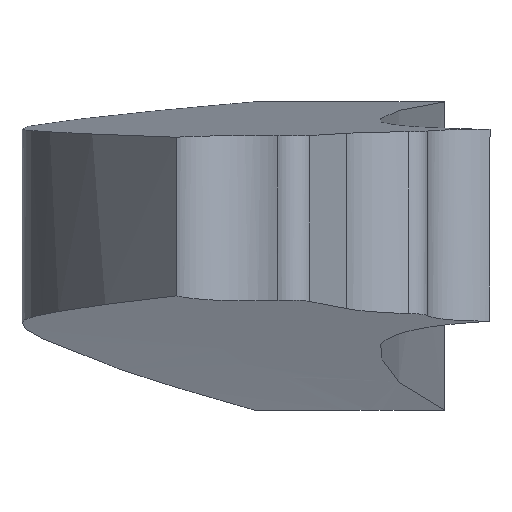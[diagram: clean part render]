
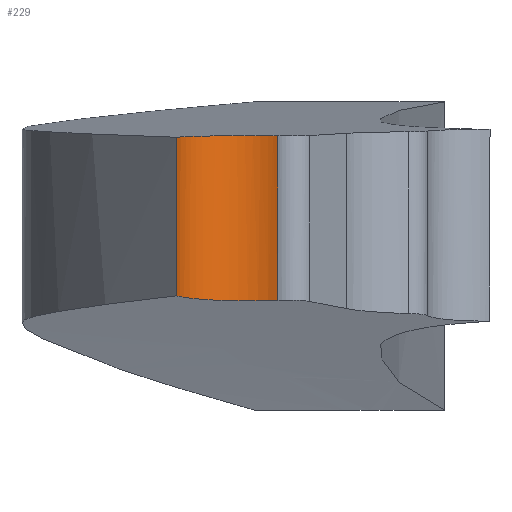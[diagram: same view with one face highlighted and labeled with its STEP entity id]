
A CAD part, left-side view. The second image highlights one B-rep face of the part: STEP entity #229.
In plain terms, the highlighted cylindrical face has radius 30.5 mm (diameter 61 mm), a partial arc.
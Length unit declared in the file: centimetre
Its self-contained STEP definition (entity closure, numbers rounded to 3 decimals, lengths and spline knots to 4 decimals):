
#28=FACE_OUTER_BOUND('',#41,.T.);
#41=EDGE_LOOP('',(#185,#186,#187,#188));
#52=LINE('',#4010,#58);
#58=VECTOR('',#268,1.);
#71=B_SPLINE_CURVE_WITH_KNOTS('',3,(#3923,#3924,#3925,#3926,#3927,#3928,
#3929,#3930,#3931,#3932,#3933,#3934,#3935,#3936,#3937),.UNSPECIFIED.,.F.,
 .F.,(4,2,3,2,2,2,4),(-1.0583,-0.9086,0.0007,
1.0927,2.1973,3.3557,3.9062),
 .UNSPECIFIED.);
#78=B_SPLINE_CURVE_WITH_KNOTS('',3,(#7609,#7610,#7611,#7612,#7613,#7614,
#7615,#7616,#7617,#7618,#7619,#7620,#7621,#7622,#7623,#7624,#7625),
 .UNSPECIFIED.,.F.,.F.,(4,2,2,2,2,3,2,4),(1.034,1.1386,
2.3255,3.5148,4.2635,4.942,5.8395,
6.0047),.UNSPECIFIED.);
#85=B_SPLINE_CURVE_WITH_KNOTS('',3,(#8063,#8064,#8065,#8066,#8067,#8068),
 .UNSPECIFIED.,.F.,.F.,(4,2,4),(1.0703,3.8766,7.4219),
 .UNSPECIFIED.);
#101=VERTEX_POINT('',#3887);
#102=VERTEX_POINT('',#3922);
#105=VERTEX_POINT('',#4009);
#108=VERTEX_POINT('',#7608);
#127=EDGE_CURVE('',#101,#102,#71,.T.);
#131=EDGE_CURVE('',#102,#105,#52,.T.);
#136=EDGE_CURVE('',#105,#108,#78,.T.);
#143=EDGE_CURVE('',#108,#101,#85,.T.);
#185=ORIENTED_EDGE('',*,*,#131,.F.);
#186=ORIENTED_EDGE('',*,*,#127,.F.);
#187=ORIENTED_EDGE('',*,*,#143,.F.);
#188=ORIENTED_EDGE('',*,*,#136,.F.);
#222=CYLINDRICAL_SURFACE('',#254,3.05);
#229=ADVANCED_FACE('',(#28),#222,.F.);
#254=AXIS2_PLACEMENT_3D('',#8062,#270,#271);
#268=DIRECTION('',(0.,0.,-1.));
#270=DIRECTION('center_axis',(0.,0.,
1.));
#271=DIRECTION('ref_axis',(1.,0.,0.));
#3887=CARTESIAN_POINT('',(1.0416,2.8666,3.0451));
#3922=CARTESIAN_POINT('',(2.8077,-1.1913,3.1008));
#3923=CARTESIAN_POINT('Ctrl Pts',(1.0416,2.8666,3.0451));
#3924=CARTESIAN_POINT('Ctrl Pts',(1.0884,2.8496,3.0466));
#3925=CARTESIAN_POINT('Ctrl Pts',(1.1349,2.8314,3.0481));
#3926=CARTESIAN_POINT('Ctrl Pts',(1.4602,2.6948,3.0583));
#3927=CARTESIAN_POINT('Ctrl Pts',(1.7205,2.5365,3.0665));
#3928=CARTESIAN_POINT('Ctrl Pts',(1.9533,2.3425,3.0738));
#3929=CARTESIAN_POINT('Ctrl Pts',(2.2327,2.1095,3.0826));
#3930=CARTESIAN_POINT('Ctrl Pts',(2.4683,1.8283,3.0901));
#3931=CARTESIAN_POINT('Ctrl Pts',(2.8312,1.1925,3.1015));
#3932=CARTESIAN_POINT('Ctrl Pts',(2.9544,0.8424,3.1054));
#3933=CARTESIAN_POINT('Ctrl Pts',(3.0728,0.0974,3.1091));
#3934=CARTESIAN_POINT('Ctrl Pts',(3.0604,-0.292,3.1087));
#3935=CARTESIAN_POINT('Ctrl Pts',(2.9355,-0.8478,3.1048));
#3936=CARTESIAN_POINT('Ctrl Pts',(2.8793,-1.0227,3.103));
#3937=CARTESIAN_POINT('Ctrl Pts',(2.8077,-1.1913,3.1008));
#4009=CARTESIAN_POINT('',(2.8077,-1.1913,-3.4862));
#4010=CARTESIAN_POINT('',(2.8077,-1.1913,0.));
#7608=CARTESIAN_POINT('',(1.0416,2.8666,-3.3065));
#7609=CARTESIAN_POINT('Ctrl Pts',(2.8077,-1.1913,-3.4862));
#7610=CARTESIAN_POINT('Ctrl Pts',(2.8213,-1.1593,-3.4876));
#7611=CARTESIAN_POINT('Ctrl Pts',(2.8343,-1.127,-3.4889));
#7612=CARTESIAN_POINT('Ctrl Pts',(2.9887,-0.7255,-3.5046));
#7613=CARTESIAN_POINT('Ctrl Pts',(3.0575,-0.3323,-3.5116));
#7614=CARTESIAN_POINT('Ctrl Pts',(3.0411,0.4595,-3.5099));
#7615=CARTESIAN_POINT('Ctrl Pts',(2.9557,0.8503,-3.5012));
#7616=CARTESIAN_POINT('Ctrl Pts',(2.6989,1.4424,-3.4751));
#7617=CARTESIAN_POINT('Ctrl Pts',(2.5721,1.658,-3.4622));
#7618=CARTESIAN_POINT('Ctrl Pts',(2.2832,2.0348,-3.4328));
#7619=CARTESIAN_POINT('Ctrl Pts',(2.1264,2.1981,-3.4168));
#7620=CARTESIAN_POINT('Ctrl Pts',(1.9533,2.3425,-3.3992));
#7621=CARTESIAN_POINT('Ctrl Pts',(1.7242,2.5335,-3.3759));
#7622=CARTESIAN_POINT('Ctrl Pts',(1.4685,2.6897,-3.3499));
#7623=CARTESIAN_POINT('Ctrl Pts',(1.144,2.8278,-3.3169));
#7624=CARTESIAN_POINT('Ctrl Pts',(1.0931,2.8479,-3.3117));
#7625=CARTESIAN_POINT('Ctrl Pts',(1.0416,2.8666,-3.3065));
#8062=CARTESIAN_POINT('Origin',(0.,0.,
0.));
#8063=CARTESIAN_POINT('Ctrl Pts',(1.0416,2.8666,-3.3065));
#8064=CARTESIAN_POINT('Ctrl Pts',(1.0416,2.8666,-2.371));
#8065=CARTESIAN_POINT('Ctrl Pts',(1.0416,2.8666,-1.4356));
#8066=CARTESIAN_POINT('Ctrl Pts',(1.0416,2.8666,0.6816));
#8067=CARTESIAN_POINT('Ctrl Pts',(1.0416,2.8666,1.8634));
#8068=CARTESIAN_POINT('Ctrl Pts',(1.0416,2.8666,3.0451));
